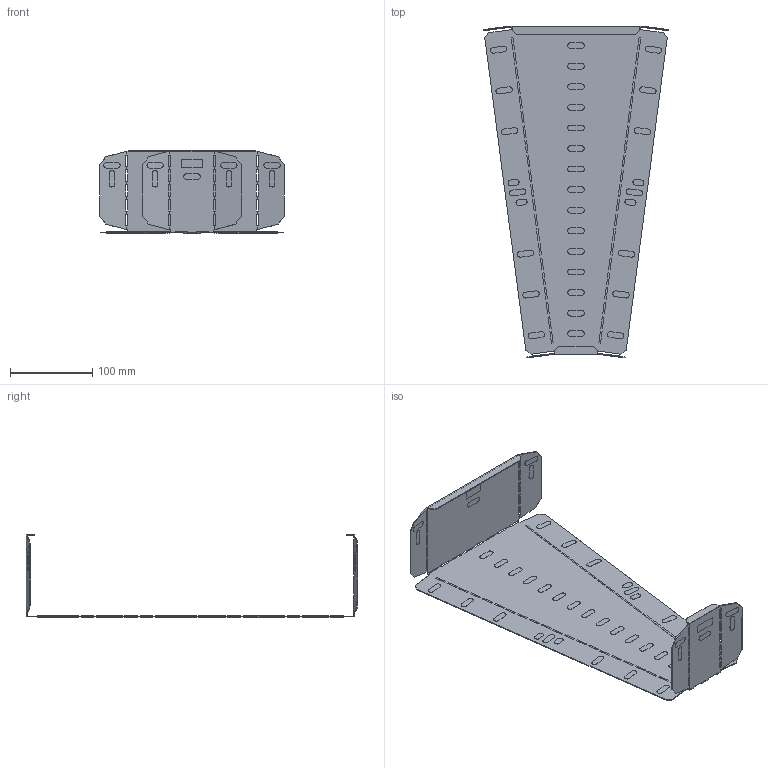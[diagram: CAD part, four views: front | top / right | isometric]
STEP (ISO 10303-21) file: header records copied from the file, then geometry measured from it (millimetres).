
FILE_DESCRIPTION(/* description */ (''),/* implementation_level */ '2;1');
FILE_NAME(/* name */ '487818.stp',/* time_stamp */ '2023-12-19T13:55:30+01:00',/* author */ ('bonnaudn'),/* organization */ (''),/* preprocessor_version */ 'ST-DEVELOPER v19.2',/* originating_system */ 'AutoCAD Mechanical',/* authorisation */ '');
FILE_SCHEMA (('AUTOMOTIVE_DESIGN { 1 0 10303 214 3 1 1 }'));
Length unit declared in the file: millimetre
Products named in the file (1): Product
Bounding box: 224.31 x 403.1 x 99.66 mm (x, y, z)
Volume: 101356.2 mm3; surface area: 219555 mm2
Topology: 1 solids, 175 shells, 365 faces, 1443 edges, 1194 vertices
Faces by surface type: plane 365
Entity records: 15468 total; most frequent: CARTESIAN_POINT 3005, DIRECTION 2351, ORIENTED_EDGE 2194, EDGE_CURVE 1445, LINE 1271, VECTOR 1271, VERTEX_POINT 1194, AXIS2_PLACEMENT_3D 540
